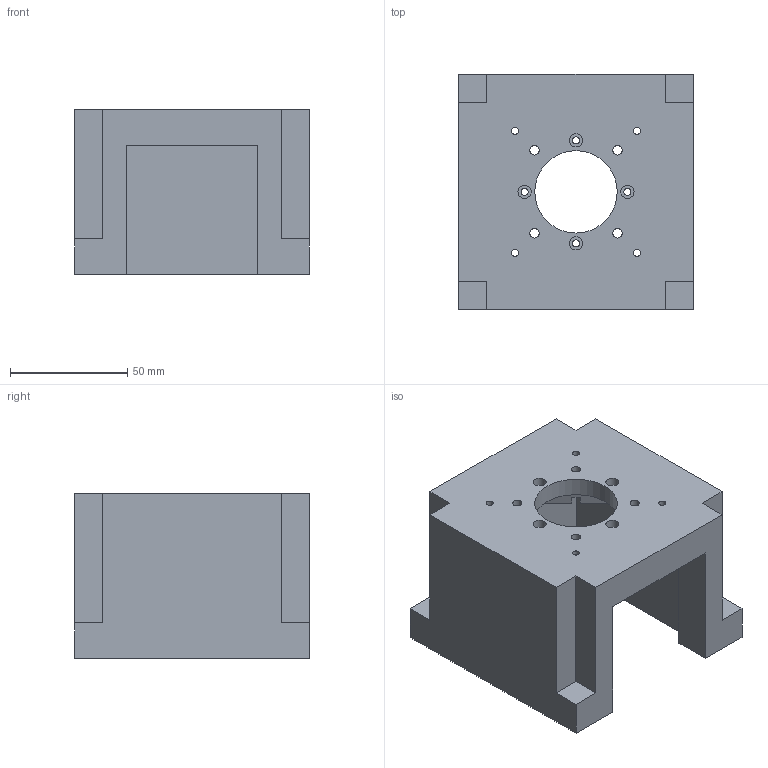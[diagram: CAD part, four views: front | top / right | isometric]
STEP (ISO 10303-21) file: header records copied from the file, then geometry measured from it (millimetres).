
FILE_DESCRIPTION(/* description */ (''),/* implementation_level */ '2;1');
FILE_NAME(/* name */ '',/* time_stamp */ '2023-09-25T10:13:16+08:00',/* author */ (''),/* organization */ (''),/* preprocessor_version */ 'ST-DEVELOPER v20',/* originating_system */ 'Autodesk Translation Framework v12.9.0.99',/* authorisation */ '');
FILE_SCHEMA (('AUTOMOTIVE_DESIGN { 1 0 10303 214 3 1 1 }'));
Length unit declared in the file: millimetre
Products named in the file (1): 底座 第四版
Bounding box: 100 x 100 x 70 mm (x, y, z)
Volume: 342529.5 mm3; surface area: 60251.2 mm2
Topology: 1 solids, 1 shells, 84 faces, 231 edges, 154 vertices
Faces by surface type: plane 67, cylinder 17
Full cylindrical faces by diameter (mm): 3 x8, 4 x4, 5.6 x4, 35.1 x1
Entity records: 2734 total; most frequent: CARTESIAN_POINT 470, ORIENTED_EDGE 462, DIRECTION 435, EDGE_CURVE 231, LINE 197, VECTOR 197, VERTEX_POINT 154, AXIS2_PLACEMENT_3D 119
